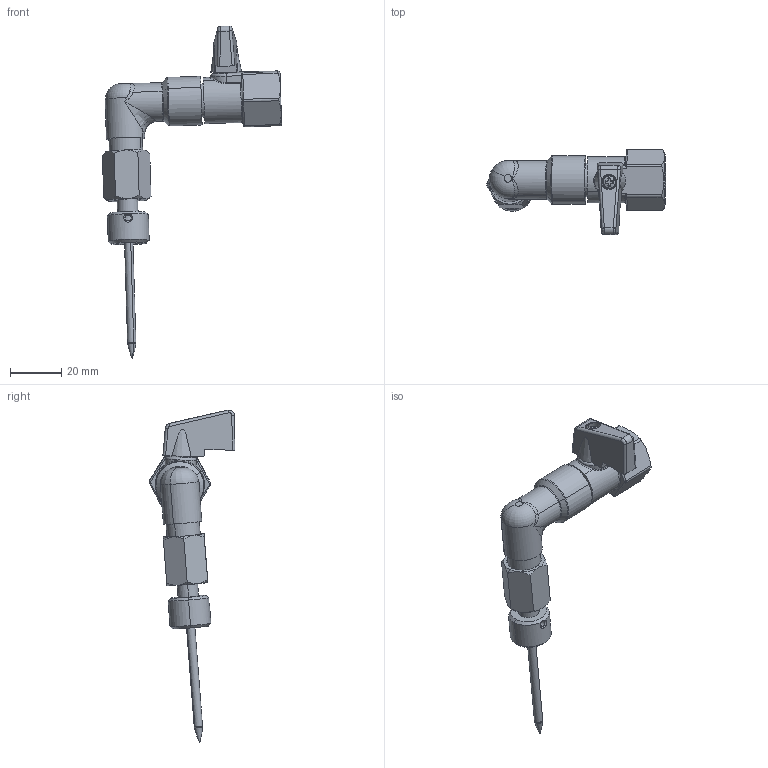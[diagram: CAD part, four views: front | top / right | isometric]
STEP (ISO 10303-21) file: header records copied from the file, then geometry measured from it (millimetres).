
FILE_DESCRIPTION(('CATIA V5 STEP Exchange'),'2;1');
FILE_NAME('STEP_100010_-_TST.stp','2019-09-23T08:24:45+00:00',('none'),('none'),'CATIA Version 5-6 Release 2016 SP4','CATIA V5 STEP AP203','none');
FILE_SCHEMA(('CONFIG_CONTROL_DESIGN'));
Length unit declared in the file: millimetre
Products named in the file (1): 100010 - TST
Bounding box: 69.91 x 33.37 x 129.56 mm (x, y, z)
Volume: 29151.1 mm3; surface area: 10195.4 mm2
Topology: 2 solids, 2 shells, 256 faces, 599 edges, 355 vertices
Faces by surface type: cylinder 76, plane 59, cone 45, torus 36, bspline 31, revolution 5, sphere 4
Entity records: 9387 total; most frequent: CARTESIAN_POINT 4282, ORIENTED_EDGE 1182, DIRECTION 751, EDGE_CURVE 591, AXIS2_PLACEMENT_3D 400, VERTEX_POINT 355, EDGE_LOOP 272, ADVANCED_FACE 256
